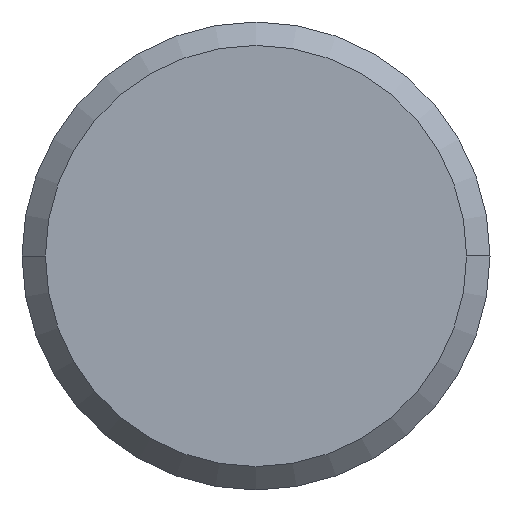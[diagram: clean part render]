
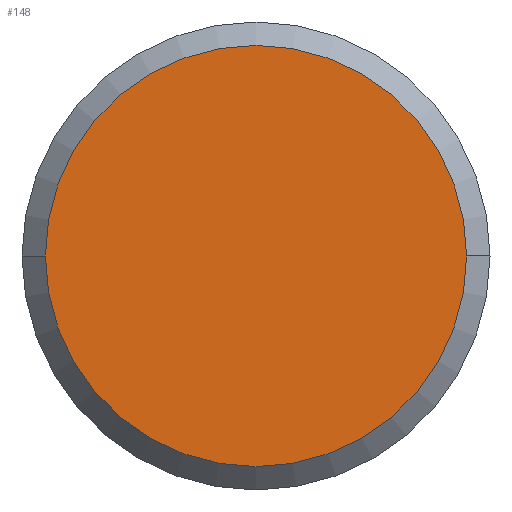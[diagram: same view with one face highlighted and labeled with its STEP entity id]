
A CAD part, left-side view. The second image highlights one B-rep face of the part: STEP entity #148.
In plain terms, the highlighted planar face has unit normal (-1, 0, 0).
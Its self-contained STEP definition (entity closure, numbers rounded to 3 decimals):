
#4 = FACE_OUTER_BOUND ( 'NONE', #157, .T. ) ;
#46 = CARTESIAN_POINT ( 'NONE',  ( -49., -4.5, 0. ) ) ;
#47 = PLANE ( 'NONE',  #211 ) ;
#49 = VERTEX_POINT ( 'NONE', #155 ) ;
#136 = CARTESIAN_POINT ( 'NONE',  ( -49., 0., 0. ) ) ;
#140 = DIRECTION ( 'NONE',  ( 0., 1., 0. ) ) ;
#142 = VERTEX_POINT ( 'NONE', #46 ) ;
#144 = CIRCLE ( 'NONE', #254, 4.5 ) ;
#148 = ADVANCED_FACE ( 'NONE', ( #4 ), #47, .T. ) ;
#155 = CARTESIAN_POINT ( 'NONE',  ( -49., 4.5, 0. ) ) ;
#157 = EDGE_LOOP ( 'NONE', ( #300, #268 ) ) ;
#158 = DIRECTION ( 'NONE',  ( 1., 0., 0. ) ) ;
#159 = DIRECTION ( 'NONE',  ( 0., -1., 0. ) ) ;
#188 = CARTESIAN_POINT ( 'NONE',  ( -49., 0., 0. ) ) ;
#201 = EDGE_CURVE ( 'NONE', #49, #142, #144, .T. ) ;
#205 = CIRCLE ( 'NONE', #362, 4.5 ) ;
#211 = AXIS2_PLACEMENT_3D ( 'NONE', #136, #320, #159 ) ;
#254 = AXIS2_PLACEMENT_3D ( 'NONE', #318, #158, #349 ) ;
#268 = ORIENTED_EDGE ( 'NONE', *, *, #275, .F. ) ;
#275 = EDGE_CURVE ( 'NONE', #142, #49, #205, .T. ) ;
#299 = DIRECTION ( 'NONE',  ( 1., 0., 0. ) ) ;
#300 = ORIENTED_EDGE ( 'NONE', *, *, #201, .F. ) ;
#318 = CARTESIAN_POINT ( 'NONE',  ( -49., 0., 0. ) ) ;
#320 = DIRECTION ( 'NONE',  ( -1., 0., 0. ) ) ;
#349 = DIRECTION ( 'NONE',  ( 0., 1., 0. ) ) ;
#362 = AXIS2_PLACEMENT_3D ( 'NONE', #188, #299, #140 ) ;
